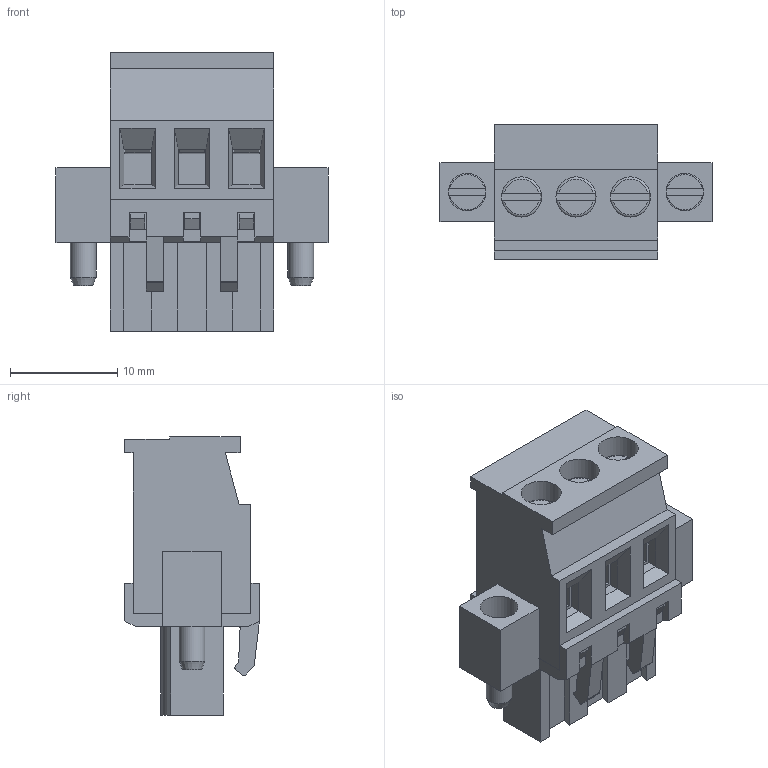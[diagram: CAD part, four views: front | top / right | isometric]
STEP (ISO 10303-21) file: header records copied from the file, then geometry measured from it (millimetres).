
FILE_DESCRIPTION( ( 'Unknown' ), '1' );
FILE_NAME( '691343510003.stp', 'Unknown', ( 'Unknown' ), ( 'Unknown' ), 'PSStep 14.0', 'Unknown', ' ' );
FILE_SCHEMA( ( 'AUTOMOTIVE_DESIGN { 1 0 10303 214 1 1 1 1 }' ) );
Length unit declared in the file: millimetre
Products named in the file (6): Assem1; 6913435100xx_CAGE; 6913435100xx; 6913435100xx_VIS_Flange; 691343510003; 691343510003_BAS
Assembly tree (13 placements, depth 2):
  Assem1
    6913435100xx_CAGE  x3
    6913435100xx  x3
    6913435100xx_VIS_Flange  x5
    691343510003
    691343510003_BAS
Bounding box: 25.4 x 12.6 x 26 mm (x, y, z)
Volume: 2681.1 mm3; surface area: 6344.3 mm2
Topology: 13 solids, 13 shells, 703 faces, 1932 edges, 1257 vertices
Faces by surface type: plane 539, cylinder 138, torus 15, cone 11
Full cylindrical faces by diameter (mm): 1.5 x3, 2.2 x3, 2.4 x7, 2.7 x3, 3 x3, 3.5 x2, 3.75 x3, 3.8 x5
Entity records: 18854 total; most frequent: CARTESIAN_POINT 2661, ORIENTED_EDGE 2590, DIRECTION 2412, EDGE_CURVE 1295, LINE 1148, VECTOR 1148, VERTEX_POINT 857, AXIS2_PLACEMENT_3D 632
